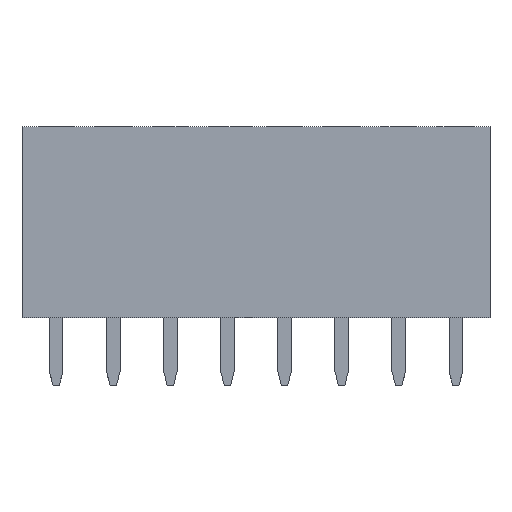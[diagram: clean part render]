
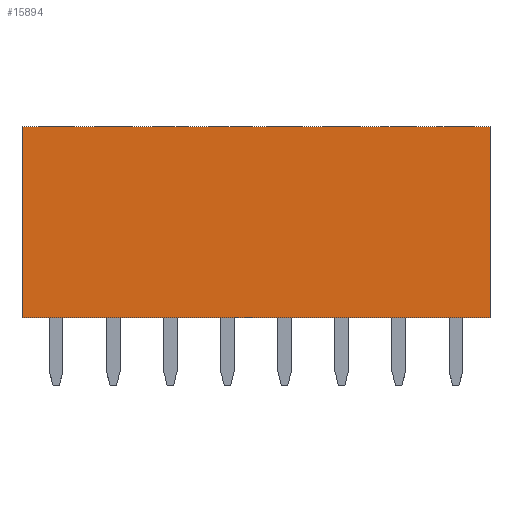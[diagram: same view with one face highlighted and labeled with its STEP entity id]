
A CAD part, top view. The second image highlights one B-rep face of the part: STEP entity #15894.
In plain terms, the highlighted planar face has unit normal (0, 0, 1).
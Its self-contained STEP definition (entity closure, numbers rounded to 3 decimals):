
#181 = VECTOR ( 'NONE', #14183, 1000. ) ;
#809 = ORIENTED_EDGE ( 'NONE', *, *, #8493, .T. ) ;
#984 = EDGE_CURVE ( 'NONE', #12300, #8362, #4225, .T. ) ;
#992 = VERTEX_POINT ( 'NONE', #23359 ) ;
#2553 = LINE ( 'NONE', #11956, #181 ) ;
#3834 = ORIENTED_EDGE ( 'NONE', *, *, #10787, .T. ) ;
#4155 = VECTOR ( 'NONE', #11764, 1000. ) ;
#4225 = LINE ( 'NONE', #15846, #4155 ) ;
#4734 = PLANE ( 'NONE',  #7050 ) ;
#5574 = VERTEX_POINT ( 'NONE', #13762 ) ;
#7050 = AXIS2_PLACEMENT_3D ( 'NONE', #19866, #10288, #10044 ) ;
#7522 = EDGE_LOOP ( 'NONE', ( #16822, #12866, #809, #3834 ) ) ;
#8238 = LINE ( 'NONE', #10489, #8781 ) ;
#8362 = VERTEX_POINT ( 'NONE', #18100 ) ;
#8493 = EDGE_CURVE ( 'NONE', #12300, #992, #14827, .T. ) ;
#8781 = VECTOR ( 'NONE', #23332, 1000. ) ;
#9107 = CARTESIAN_POINT ( 'NONE',  ( 19.3, 0., 3.75 ) ) ;
#10044 = DIRECTION ( 'NONE',  ( 0., -1., 0. ) ) ;
#10288 = DIRECTION ( 'NONE',  ( 0., 0., -1. ) ) ;
#10489 = CARTESIAN_POINT ( 'NONE',  ( -1.52, 0., 3.75 ) ) ;
#10787 = EDGE_CURVE ( 'NONE', #992, #5574, #2553, .T. ) ;
#11764 = DIRECTION ( 'NONE',  ( -1., 0., 0. ) ) ;
#11956 = CARTESIAN_POINT ( 'NONE',  ( 19.3, 8.5, 3.75 ) ) ;
#12036 = FACE_OUTER_BOUND ( 'NONE', #7522, .T. ) ;
#12106 = CARTESIAN_POINT ( 'NONE',  ( 19.3, 0., 3.75 ) ) ;
#12300 = VERTEX_POINT ( 'NONE', #12106 ) ;
#12594 = DIRECTION ( 'NONE',  ( 0., 1., 0. ) ) ;
#12866 = ORIENTED_EDGE ( 'NONE', *, *, #984, .F. ) ;
#13762 = CARTESIAN_POINT ( 'NONE',  ( -1.52, 8.5, 3.75 ) ) ;
#14183 = DIRECTION ( 'NONE',  ( -1., 0., 0. ) ) ;
#14236 = VECTOR ( 'NONE', #12594, 1000. ) ;
#14827 = LINE ( 'NONE', #9107, #14236 ) ;
#15846 = CARTESIAN_POINT ( 'NONE',  ( 19.3, 0., 3.75 ) ) ;
#15894 = ADVANCED_FACE ( 'NONE', ( #12036 ), #4734, .F. ) ;
#16822 = ORIENTED_EDGE ( 'NONE', *, *, #23954, .F. ) ;
#18100 = CARTESIAN_POINT ( 'NONE',  ( -1.52, 0., 3.75 ) ) ;
#19866 = CARTESIAN_POINT ( 'NONE',  ( 19.3, 0., 3.75 ) ) ;
#23332 = DIRECTION ( 'NONE',  ( 0., 1., 0. ) ) ;
#23359 = CARTESIAN_POINT ( 'NONE',  ( 19.3, 8.5, 3.75 ) ) ;
#23954 = EDGE_CURVE ( 'NONE', #8362, #5574, #8238, .T. ) ;
